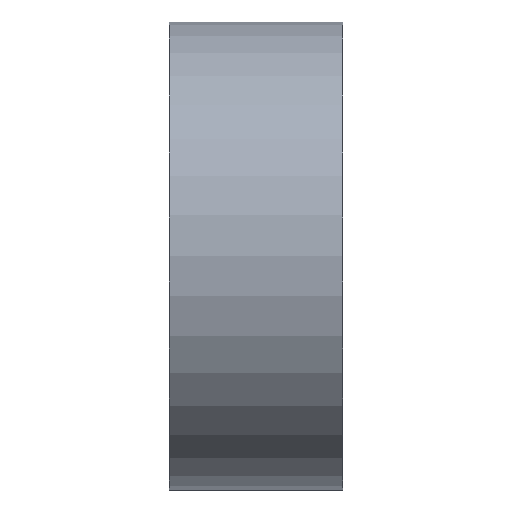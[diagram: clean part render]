
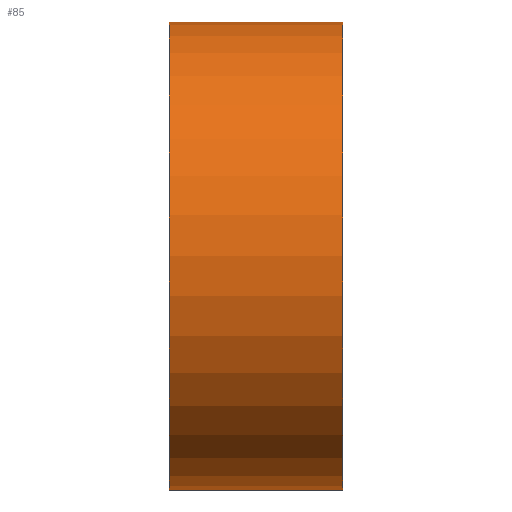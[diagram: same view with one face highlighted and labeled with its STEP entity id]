
A CAD part, top view. The second image highlights one B-rep face of the part: STEP entity #85.
In plain terms, the highlighted cylindrical face has radius 13.5 mm (diameter 27 mm), a partial arc.
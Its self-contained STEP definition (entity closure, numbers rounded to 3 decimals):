
#85 = ADVANCED_FACE( '', ( #111 ), #112, .T. );
#111 = FACE_OUTER_BOUND( '', #139, .T. );
#112 = CYLINDRICAL_SURFACE( '', #140, 13.5 );
#139 = EDGE_LOOP( '', ( #214, #215, #216, #217 ) );
#140 = AXIS2_PLACEMENT_3D( '', #218, #219, #220 );
#214 = ORIENTED_EDGE( '', *, *, #228, .T. );
#215 = ORIENTED_EDGE( '', *, *, #251, .F. );
#216 = ORIENTED_EDGE( '', *, *, #230, .T. );
#217 = ORIENTED_EDGE( '', *, *, #250, .T. );
#218 = CARTESIAN_POINT( '', ( 5., 0., 0. ) );
#219 = DIRECTION( '', ( 1., 0., 0. ) );
#220 = DIRECTION( '', ( 0., 1., 0. ) );
#228 = EDGE_CURVE( '', #252, #253, #254, .T. );
#230 = EDGE_CURVE( '', #257, #255, #258, .T. );
#250 = EDGE_CURVE( '', #255, #252, #290, .T. );
#251 = EDGE_CURVE( '', #257, #253, #291, .T. );
#252 = VERTEX_POINT( '', #292 );
#253 = VERTEX_POINT( '', #293 );
#254 = LINE( '', #294, #295 );
#255 = VERTEX_POINT( '', #296 );
#257 = VERTEX_POINT( '', #298 );
#258 = LINE( '', #299, #300 );
#290 = CIRCLE( '', #338, 13.5 );
#291 = CIRCLE( '', #339, 13.5 );
#292 = CARTESIAN_POINT( '', ( 10., 13.5, 0. ) );
#293 = CARTESIAN_POINT( '', ( 0., 13.5, 0. ) );
#294 = CARTESIAN_POINT( '', ( 5., 13.5, 0. ) );
#295 = VECTOR( '', #340, 1. );
#296 = CARTESIAN_POINT( '', ( 10., -13.5, 0. ) );
#298 = CARTESIAN_POINT( '', ( 0., -13.5, 0. ) );
#299 = CARTESIAN_POINT( '', ( 5., -13.5, 0. ) );
#300 = VECTOR( '', #344, 1. );
#338 = AXIS2_PLACEMENT_3D( '', #390, #391, #392 );
#339 = AXIS2_PLACEMENT_3D( '', #393, #394, #395 );
#340 = DIRECTION( '', ( -1., 0., 0. ) );
#344 = DIRECTION( '', ( 1., 0., 0. ) );
#390 = CARTESIAN_POINT( '', ( 10., 0., 0. ) );
#391 = DIRECTION( '', ( -1., 0., 0. ) );
#392 = DIRECTION( '', ( 0., 1., 0. ) );
#393 = CARTESIAN_POINT( '', ( 0., 0., 0. ) );
#394 = DIRECTION( '', ( -1., 0., 0. ) );
#395 = DIRECTION( '', ( 0., 1., 0. ) );
